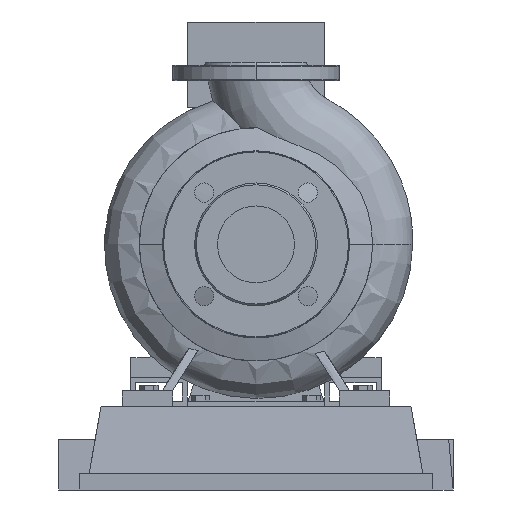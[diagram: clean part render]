
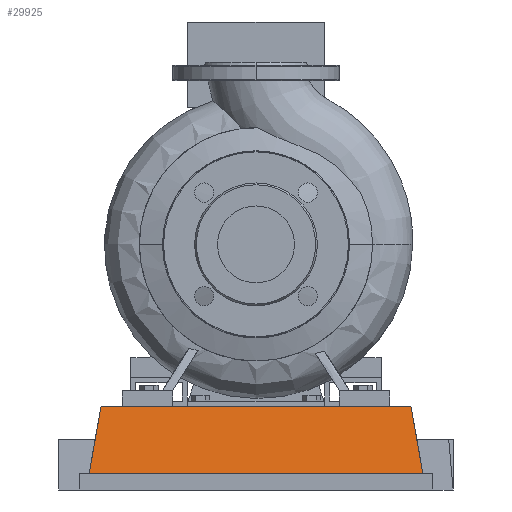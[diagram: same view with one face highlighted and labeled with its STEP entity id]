
A CAD part, left-side view. The second image highlights one B-rep face of the part: STEP entity #29925.
In plain terms, the highlighted planar face has unit normal (-0.985, 0, 0.174).
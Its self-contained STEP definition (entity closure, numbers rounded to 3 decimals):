
#28181=CARTESIAN_POINT('',(-65.,-165.,16.6));
#28182=VERTEX_POINT('',#28181);
#28189=CARTESIAN_POINT('',(-65.,165.0,16.6));
#28190=VERTEX_POINT('',#28189);
#28191=CARTESIAN_POINT('',(-65.,-165.,16.6));
#28192=DIRECTION('',(0.0,1.0,0.0));
#28193=VECTOR('',#28192,330.0);
#28194=LINE('',#28191,#28193);
#28195=EDGE_CURVE('',#28182,#28190,#28194,.T.);
#29659=CARTESIAN_POINT('',(-53.292,-153.292,83.0));
#29660=VERTEX_POINT('',#29659);
#29667=CARTESIAN_POINT('',(-65.,-165.,16.6));
#29668=DIRECTION('',(0.171,0.171,0.97));
#29669=VECTOR('',#29668,68.433);
#29670=LINE('',#29667,#29669);
#29671=EDGE_CURVE('',#28182,#29660,#29670,.T.);
#29902=CARTESIAN_POINT('',(-65.,-165.,16.6));
#29903=DIRECTION('',(-0.985,0.,0.174));
#29904=DIRECTION('',(0.0,-1.0,0.0));
#29905=AXIS2_PLACEMENT_3D('',#29902,#29903,#29904);
#29906=PLANE('',#29905);
#29907=CARTESIAN_POINT('',(-53.292,153.292,83.0));
#29908=VERTEX_POINT('',#29907);
#29909=CARTESIAN_POINT('',(-53.292,-153.292,83.0));
#29910=DIRECTION('',(0.0,1.0,0.0));
#29911=VECTOR('',#29910,306.584);
#29912=LINE('',#29909,#29911);
#29913=EDGE_CURVE('',#29660,#29908,#29912,.T.);
#29914=ORIENTED_EDGE('',*,*,#29913,.T.);
#29915=CARTESIAN_POINT('',(-65.,165.0,16.6));
#29916=DIRECTION('',(0.171,-0.171,0.97));
#29917=VECTOR('',#29916,68.433);
#29918=LINE('',#29915,#29917);
#29919=EDGE_CURVE('',#28190,#29908,#29918,.T.);
#29920=ORIENTED_EDGE('',*,*,#29919,.F.);
#29921=ORIENTED_EDGE('',*,*,#28195,.F.);
#29922=ORIENTED_EDGE('',*,*,#29671,.T.);
#29923=EDGE_LOOP('',(#29914,#29920,#29921,#29922));
#29924=FACE_OUTER_BOUND('',#29923,.T.);
#29925=ADVANCED_FACE('',(#29924),#29906,.T.);
